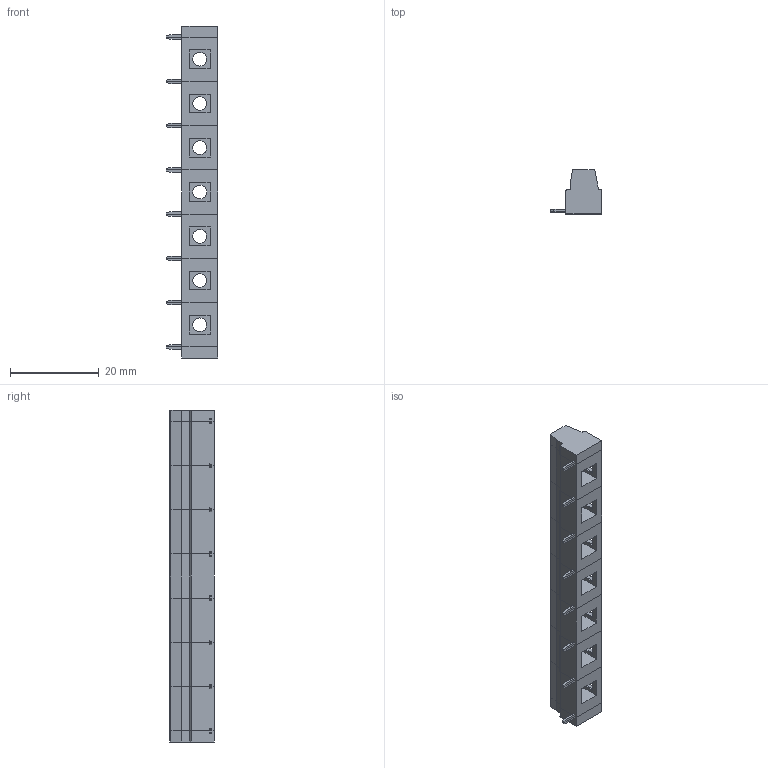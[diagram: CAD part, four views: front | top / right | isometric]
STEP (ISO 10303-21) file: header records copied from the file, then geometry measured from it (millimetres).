
FILE_DESCRIPTION( ( 'Unknown' ), '1' );
FILE_NAME( '691241800008.stp', 'Unknown', ( 'Unknown' ), ( 'Unknown' ), 'PSStep 18.0.17', 'Unknown', ' ' );
FILE_SCHEMA( ( 'AUTOMOTIVE_DESIGN { 1 0 10303 214 1 1 1 1 }' ) );
Length unit declared in the file: millimetre
Products named in the file (4): Assem1; CIA10SQ_DX; CIA10SQ_CNT; CIA10SQ_SX
Assembly tree (9 placements, depth 2):
  Assem1
    CIA10SQ_DX
    CIA10SQ_CNT  x7
    CIA10SQ_SX
Bounding box: 11.6 x 10 x 75 mm (x, y, z)
Volume: 3480 mm3; surface area: 5349.7 mm2
Topology: 9 solids, 9 shells, 736 faces, 2059 edges, 1355 vertices
Faces by surface type: plane 636, cylinder 100
Full cylindrical faces by diameter (mm): 3.1 x7, 3.8 x7
Entity records: 7436 total; most frequent: CARTESIAN_POINT 1048, ORIENTED_EDGE 1028, DIRECTION 966, EDGE_CURVE 514, LINE 450, VECTOR 450, VERTEX_POINT 340, AXIS2_PLACEMENT_3D 258
